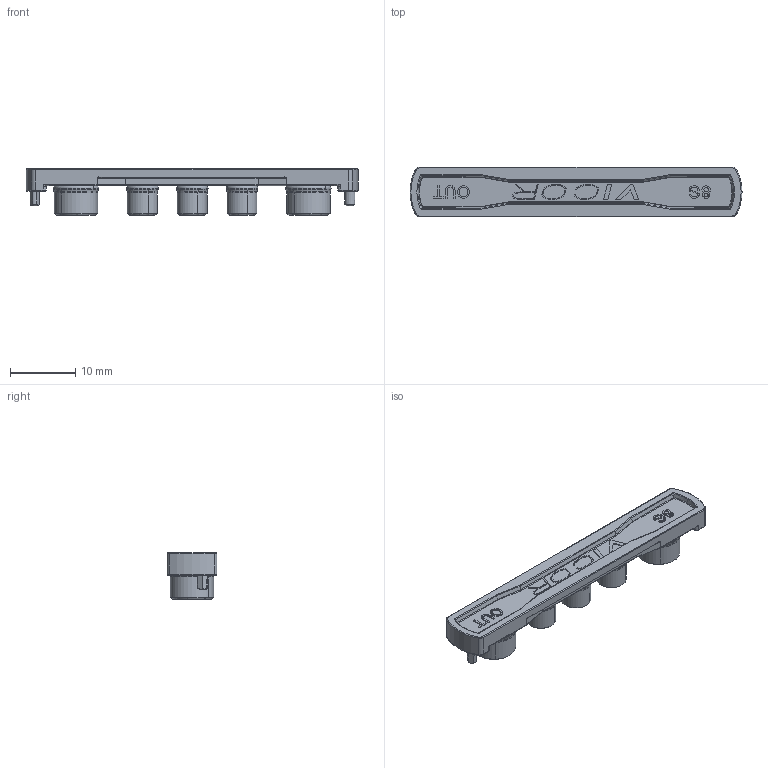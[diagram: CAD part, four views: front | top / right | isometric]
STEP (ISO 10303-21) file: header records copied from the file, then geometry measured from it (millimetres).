
FILE_DESCRIPTION (( 'STEP AP214' ), '1' );
FILE_NAME ('18375_18385_18367_18482-02-Output.STEP', '2012-08-16T14:58:54', ( 'Vicor User' ), ( 'Microsoft' ), 'SwSTEP 2.0', 'SolidWorks 2012', '' );
FILE_SCHEMA (( 'AUTOMOTIVE_DESIGN' ));
Length unit declared in the file: inch
Products named in the file (1): 18375_18385_18367_18482-02-Output
Bounding box: 50.8 x 7.62 x 7.06 mm (x, y, z)
Volume: 1346.5 mm3; surface area: 1576 mm2
Topology: 1 solids, 1 shells, 725 faces, 1902 edges, 1207 vertices
Faces by surface type: plane 447, bspline 231, cylinder 26, cone 21
Entity records: 38769 total; most frequent: CARTESIAN_POINT 12838, ORIENTED_EDGE 3804, DIRECTION 2718, EDGE_CURVE 1902, LINE 1364, VECTOR 1364, VERTEX_POINT 1207, EDGE_LOOP 753
